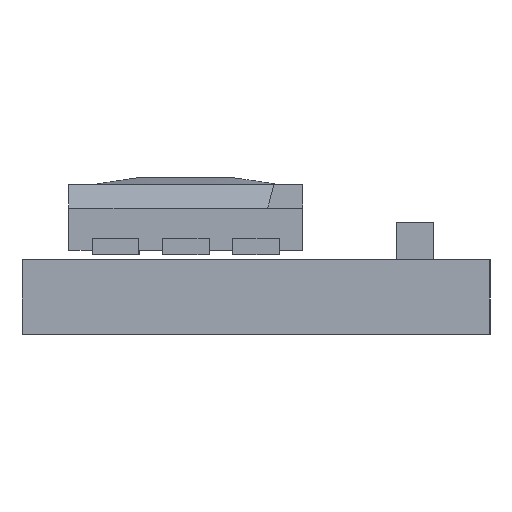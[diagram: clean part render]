
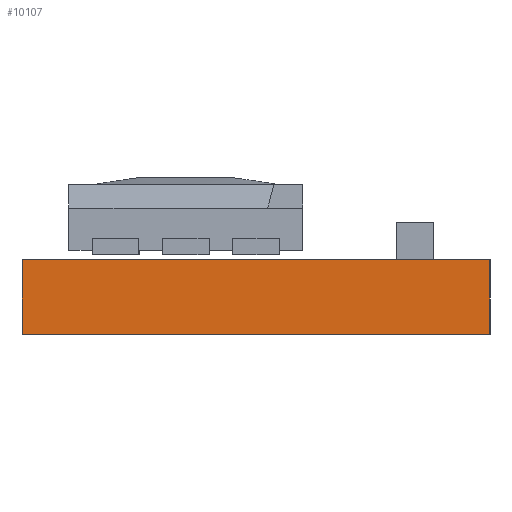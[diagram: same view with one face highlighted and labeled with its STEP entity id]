
A CAD part, left-side view. The second image highlights one B-rep face of the part: STEP entity #10107.
In plain terms, the highlighted planar face has unit normal (-1, 0, 0).
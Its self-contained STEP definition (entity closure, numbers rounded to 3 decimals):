
#1321=FACE_OUTER_BOUND('',#1910,.T.);
#1910=EDGE_LOOP('',(#8963,#8964,#8965,#8966));
#2745=LINE('',#16619,#3822);
#2940=LINE('',#17045,#4017);
#2941=LINE('',#17047,#4018);
#2942=LINE('',#17048,#4019);
#3822=VECTOR('',#11903,10.);
#4017=VECTOR('',#12292,10.);
#4018=VECTOR('',#12293,10.);
#4019=VECTOR('',#12294,10.);
#4848=VERTEX_POINT('',#16615);
#4850=VERTEX_POINT('',#16618);
#4984=VERTEX_POINT('',#17044);
#4985=VERTEX_POINT('',#17046);
#6140=EDGE_CURVE('',#4850,#4848,#2745,.T.);
#6339=EDGE_CURVE('',#4848,#4984,#2940,.T.);
#6340=EDGE_CURVE('',#4985,#4984,#2941,.T.);
#6341=EDGE_CURVE('',#4850,#4985,#2942,.T.);
#8963=ORIENTED_EDGE('',*,*,#6140,.T.);
#8964=ORIENTED_EDGE('',*,*,#6339,.T.);
#8965=ORIENTED_EDGE('',*,*,#6340,.F.);
#8966=ORIENTED_EDGE('',*,*,#6341,.F.);
#9576=PLANE('',#10579);
#10107=ADVANCED_FACE('',(#1321),#9576,.T.);
#10579=AXIS2_PLACEMENT_3D('',#17043,#12290,#12291);
#11903=DIRECTION('',(0.,-1.,0.));
#12290=DIRECTION('center_axis',(-1.,0.,0.));
#12291=DIRECTION('ref_axis',(0.,-1.,0.));
#12292=DIRECTION('',(0.,0.,1.));
#12293=DIRECTION('',(0.,-1.,0.));
#12294=DIRECTION('',(0.,0.,1.));
#16615=CARTESIAN_POINT('',(0.,0.,0.));
#16618=CARTESIAN_POINT('',(0.,10.,0.));
#16619=CARTESIAN_POINT('',(0.,10.,0.));
#17043=CARTESIAN_POINT('Origin',(0.,10.,0.));
#17044=CARTESIAN_POINT('',(0.,0.,1.6));
#17045=CARTESIAN_POINT('',(0.,0.,0.));
#17046=CARTESIAN_POINT('',(0.,10.,1.6));
#17047=CARTESIAN_POINT('',(0.,10.,1.6));
#17048=CARTESIAN_POINT('',(0.,10.,0.));
